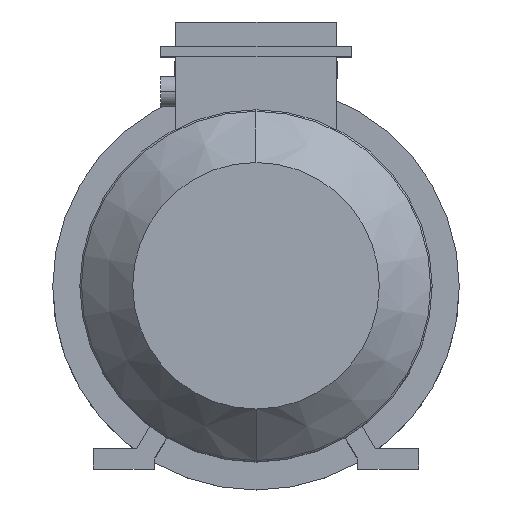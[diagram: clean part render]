
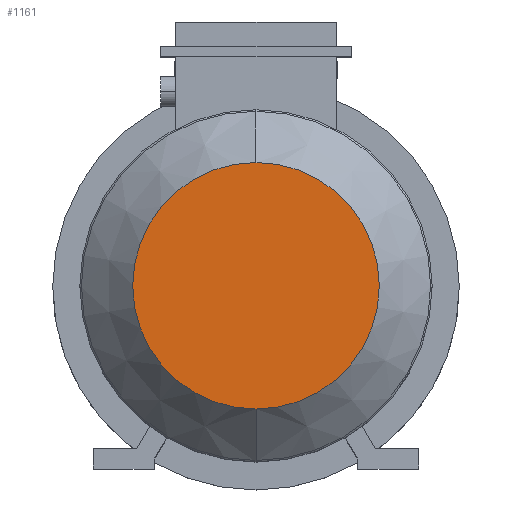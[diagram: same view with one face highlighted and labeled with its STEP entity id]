
A CAD part, top view. The second image highlights one B-rep face of the part: STEP entity #1161.
In plain terms, the highlighted planar face has unit normal (0, 0, 1).
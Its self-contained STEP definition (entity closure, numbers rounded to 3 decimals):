
#735 = VERTEX_POINT ( 'NONE', #6959 ) ;
#738 = VERTEX_POINT ( 'NONE', #6962 ) ;
#795 = EDGE_CURVE ( 'NONE', #735, #738, #6246, .T. ) ;
#863 = EDGE_CURVE ( 'NONE', #738, #735, #7297, .T. ) ;
#1161 = ADVANCED_FACE ( 'NONE', ( #7410 ), #7523, .F. ) ;
#1471 = ORIENTED_EDGE ( 'NONE', *, *, #795, .F. ) ;
#1472 = ORIENTED_EDGE ( 'NONE', *, *, #863, .F. ) ;
#1706 = EDGE_LOOP ( 'NONE', ( #1471, #1472 ) ) ;
#6246 = CIRCLE ( 'NONE', #6633, 121.275 ) ;
#6633 = AXIS2_PLACEMENT_3D ( 'NONE', #7038, #7039, #7040 ) ;
#6663 = AXIS2_PLACEMENT_3D ( 'NONE', #7203, #7204, #7205 ) ;
#6732 = AXIS2_PLACEMENT_3D ( 'NONE', #7543, #7544, #7545 ) ;
#6959 = CARTESIAN_POINT ( 'NONE',  ( 0., -121.275, 687. ) ) ;
#6962 = CARTESIAN_POINT ( 'NONE',  ( 0., 121.275, 687. ) ) ;
#7038 = CARTESIAN_POINT ( 'NONE',  ( 0., 0., 687. ) ) ;
#7039 = DIRECTION ( 'NONE',  ( 0., 0., -1. ) ) ;
#7040 = DIRECTION ( 'NONE',  ( 0., -1., 0. ) ) ;
#7203 = CARTESIAN_POINT ( 'NONE',  ( 0., 0., 687. ) ) ;
#7204 = DIRECTION ( 'NONE',  ( 0., 0., -1. ) ) ;
#7205 = DIRECTION ( 'NONE',  ( 0., -1., 0. ) ) ;
#7297 = CIRCLE ( 'NONE', #6663, 121.275 ) ;
#7410 = FACE_OUTER_BOUND ( 'NONE', #1706, .T. ) ;
#7523 = PLANE ( 'NONE',  #6732 ) ;
#7543 = CARTESIAN_POINT ( 'NONE',  ( 0., 0., 687. ) ) ;
#7544 = DIRECTION ( 'NONE',  ( 0., 0., -1. ) ) ;
#7545 = DIRECTION ( 'NONE',  ( 0., -1., 0. ) ) ;
